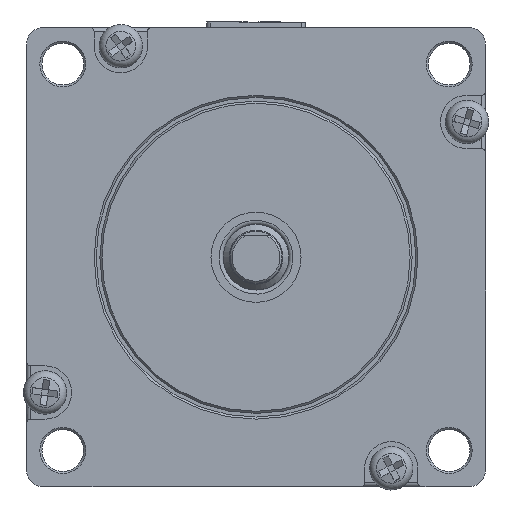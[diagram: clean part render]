
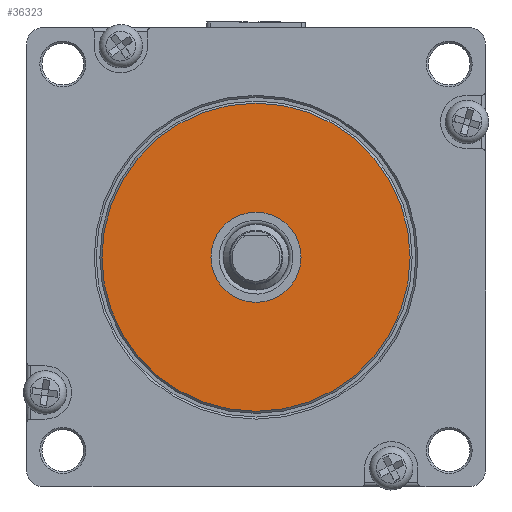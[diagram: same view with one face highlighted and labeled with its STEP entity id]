
A CAD part, front view. The second image highlights one B-rep face of the part: STEP entity #36323.
In plain terms, the highlighted face is planar.
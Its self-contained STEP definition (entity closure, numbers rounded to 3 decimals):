
#9344=PLANE('',#38120);
#12877=VERTEX_POINT('',#64340);
#12880=VERTEX_POINT('',#64348);
#13723=CIRCLE('',#38116,18.8);
#13726=CIRCLE('',#38121,5.5);
#18993=EDGE_CURVE('',#12877,#12877,#13723,.T.);
#18996=EDGE_CURVE('',#12880,#12880,#13726,.T.);
#29483=ORIENTED_EDGE('',*,*,#18996,.F.);
#29484=ORIENTED_EDGE('',*,*,#18993,.F.);
#32046=EDGE_LOOP('',(#29483));
#32047=EDGE_LOOP('',(#29484));
#34251=FACE_BOUND('',#32046,.T.);
#34252=FACE_BOUND('',#32047,.T.);
#36323=ADVANCED_FACE('',(#34251,#34252),#9344,.T.);
#38116=AXIS2_PLACEMENT_3D('',#64339,#43650,#43651);
#38120=AXIS2_PLACEMENT_3D('',#64346,#43658,$);
#38121=AXIS2_PLACEMENT_3D('',#64347,#43659,#43660);
#43650=DIRECTION('',(0.,0.,1.));
#43651=DIRECTION('',(18.8,0.,0.));
#43658=DIRECTION('',(0.,0.,-1.));
#43659=DIRECTION('',(0.,0.,-1.));
#43660=DIRECTION('',(-5.5,0.,0.));
#64339=CARTESIAN_POINT('',(0.,0.,-6.6));
#64340=CARTESIAN_POINT('',(-18.8,0.,-6.6));
#64346=CARTESIAN_POINT('',(0.,0.,-6.6));
#64347=CARTESIAN_POINT('',(0.,0.,-6.6));
#64348=CARTESIAN_POINT('',(-5.5,0.,-6.6));
